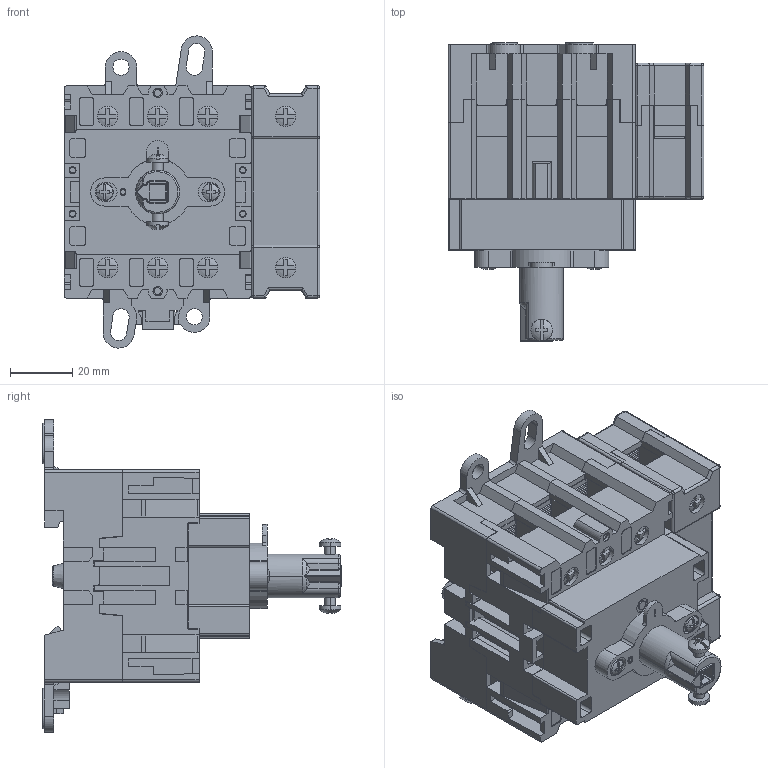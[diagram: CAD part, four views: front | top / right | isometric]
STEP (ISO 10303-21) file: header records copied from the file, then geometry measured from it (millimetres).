
FILE_DESCRIPTION((''),'2;1');
FILE_NAME('DSXXXXB_3D_ASM','2015-11-25T',('mangiapr'),(''),'PRO/ENGINEER BY PARAMETRIC TECHNOLOGY CORPORATION, 2011080','PRO/ENGINEER BY PARAMETRIC TECHNOLOGY CORPORATION, 2011080','');
FILE_SCHEMA(('CONFIG_CONTROL_DESIGN'));
Length unit declared in the file: millimetre
Products named in the file (17): 6009_PIENO; 6010_PIENO; 6007_PIENO; 6008_PIENO; 5122_; 6015; 6016_PIENO; 6971; 6018_PIENO; 6017_PIENO; 5122-20; VAG1257_PIENO_ASM; 6051-001H; 6377_002; 6744; 4898-015; DSXXXXB_3D_ASM
Assembly tree (31 placements, depth 3):
  DSXXXXB_3D_ASM
    6009_PIENO
    6010_PIENO
    6007_PIENO
    6008_PIENO
    5122_  x6
    6015  x6
    6016_PIENO
    6971
    VAG1257_PIENO_ASM
      6018_PIENO
      6017_PIENO
      5122-20  x2
      6015  x2
    6051-001H
    6377_002  x2
    6744
    4898-015  x2
Bounding box: 82 x 95.5 x 99.97 mm (x, y, z)
Volume: 223140.5 mm3; surface area: 113427.1 mm2
Topology: 30 solids, 32 shells, 2899 faces, 7937 edges, 5174 vertices
Faces by surface type: plane 2111, cylinder 641, torus 74, sphere 37, cone 32, bspline 4
Entity records: 64105 total; most frequent: CARTESIAN_POINT 12251, ORIENTED_EDGE 10914, DIRECTION 10398, EDGE_CURVE 5457, VECTOR 4316, LINE 4316, VERTEX_POINT 3578, AXIS2_PLACEMENT_3D 3041
